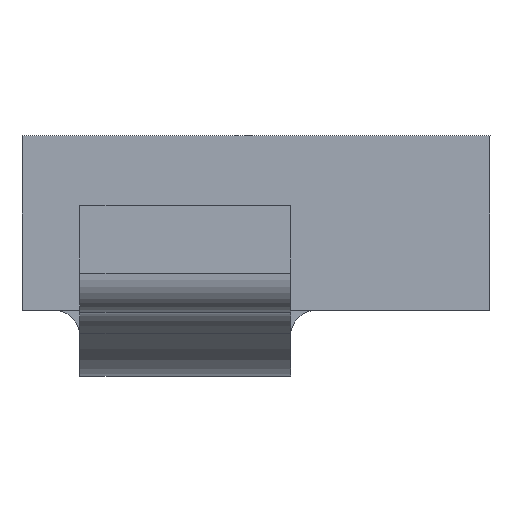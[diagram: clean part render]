
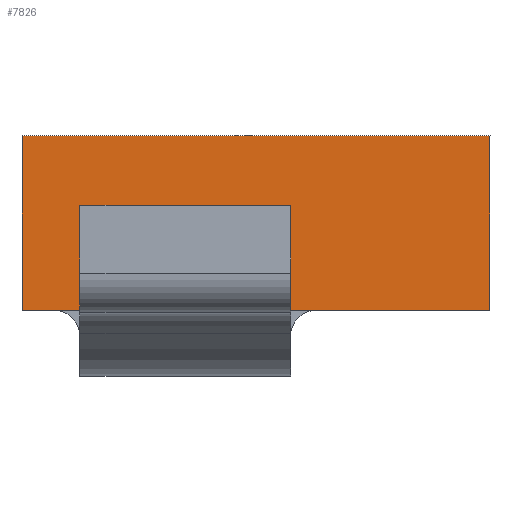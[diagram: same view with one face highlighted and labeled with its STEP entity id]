
A CAD part, front view. The second image highlights one B-rep face of the part: STEP entity #7826.
In plain terms, the highlighted planar face has unit normal (0, -1, 0).
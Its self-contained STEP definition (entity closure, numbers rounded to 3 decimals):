
#150=FACE_OUTER_BOUND('',#564,.T.);
#564=EDGE_LOOP('',(#5115,#5116,#5117,#5118));
#990=LINE('',#10834,#2080);
#993=LINE('',#10841,#2083);
#994=LINE('',#10842,#2084);
#995=LINE('',#10843,#2085);
#2080=VECTOR('',#8753,1000.);
#2083=VECTOR('',#8758,1000.);
#2084=VECTOR('',#8759,1000.);
#2085=VECTOR('',#8760,1000.);
#3169=VERTEX_POINT('',#10830);
#3171=VERTEX_POINT('',#10833);
#3173=VERTEX_POINT('',#10839);
#3174=VERTEX_POINT('',#10840);
#3942=EDGE_CURVE('',#3171,#3169,#990,.T.);
#3945=EDGE_CURVE('',#3173,#3174,#993,.T.);
#3946=EDGE_CURVE('',#3173,#3171,#994,.T.);
#3947=EDGE_CURVE('',#3169,#3174,#995,.T.);
#5115=ORIENTED_EDGE('',*,*,#3945,.F.);
#5116=ORIENTED_EDGE('',*,*,#3946,.T.);
#5117=ORIENTED_EDGE('',*,*,#3942,.T.);
#5118=ORIENTED_EDGE('',*,*,#3947,.T.);
#7452=PLANE('',#8255);
#7826=ADVANCED_FACE('',(#150),#7452,.T.);
#8255=AXIS2_PLACEMENT_3D('',#10838,#8756,#8757);
#8753=DIRECTION('',(0.,0.,1.));
#8756=DIRECTION('center_axis',(0.,-1.,0.));
#8757=DIRECTION('ref_axis',(-1.,0.,0.));
#8758=DIRECTION('',(0.,0.,1.));
#8759=DIRECTION('',(1.,0.,0.));
#8760=DIRECTION('',(-1.,0.,0.));
#10830=CARTESIAN_POINT('',(7.2,53.472,1.91));
#10833=CARTESIAN_POINT('',(7.2,53.472,-11.34));
#10834=CARTESIAN_POINT('',(7.2,53.472,2.16));
#10838=CARTESIAN_POINT('Origin',(-25.9,53.472,-7.73));
#10839=CARTESIAN_POINT('',(-28.35,53.472,-11.34));
#10840=CARTESIAN_POINT('',(-28.35,53.472,1.91));
#10841=CARTESIAN_POINT('',(-28.35,53.472,2.21));
#10842=CARTESIAN_POINT('',(-26.25,53.472,-11.34));
#10843=CARTESIAN_POINT('',(-25.9,53.472,1.91));
